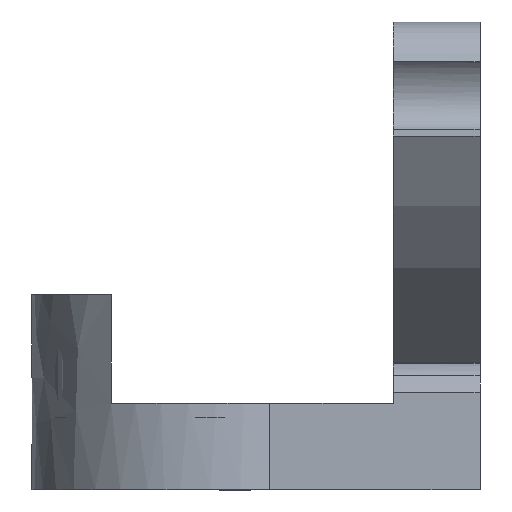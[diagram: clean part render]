
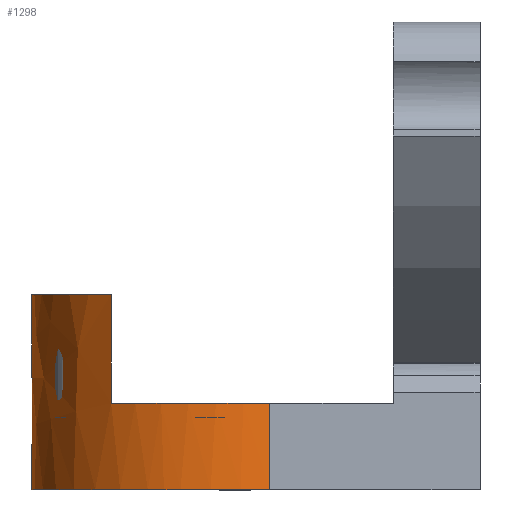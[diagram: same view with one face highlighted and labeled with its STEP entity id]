
A CAD part, left-side view. The second image highlights one B-rep face of the part: STEP entity #1298.
In plain terms, the highlighted free-form (B-spline) face has degree [1, 2] with [2, 7] control points.
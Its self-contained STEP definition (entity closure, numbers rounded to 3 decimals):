
#27=(
BOUNDED_SURFACE()
B_SPLINE_SURFACE(1,2,((#2005,#2006,#2007,#2008,#2009,#2010,#2011),(#2012,
#2013,#2014,#2015,#2016,#2017,#2018)),.UNSPECIFIED.,.F.,.F.,.F.)
B_SPLINE_SURFACE_WITH_KNOTS((2,2),(3,2,2,3),(-0.613,0.491),
(-1.923,-0.636,0.651,1.937),
 .UNSPECIFIED.)
GEOMETRIC_REPRESENTATION_ITEM()
RATIONAL_B_SPLINE_SURFACE(((1.,0.8,1.,0.8,1.,
0.8,1.),(1.,0.8,1.,0.8,1.,0.8,
1.)))
REPRESENTATION_ITEM('')
SURFACE()
);
#84=ELLIPSE('',#1366,16.3,16.3);
#85=ELLIPSE('',#1373,16.3,16.3);
#86=ELLIPSE('',#1374,16.3,16.3);
#93=ELLIPSE('',#1416,16.3,16.3);
#94=ELLIPSE('',#1418,16.3,16.3);
#119=CIRCLE('',#1417,16.3);
#180=FACE_OUTER_BOUND('',#263,.T.);
#263=EDGE_LOOP('',(#965,#966,#967,#968,#969,#970,#971,#972,#973,#974,#975,
#976));
#330=LINE('',#1883,#439);
#332=LINE('',#1889,#441);
#355=LINE('',#2001,#464);
#357=LINE('',#2004,#466);
#358=LINE('',#2024,#467);
#359=LINE('',#2025,#468);
#439=VECTOR('',#1502,10.);
#441=VECTOR('',#1506,10.);
#464=VECTOR('',#1635,10.);
#466=VECTOR('',#1637,10.);
#467=VECTOR('',#1644,10.);
#468=VECTOR('',#1645,10.);
#546=VERTEX_POINT('',#1877);
#548=VERTEX_POINT('',#1881);
#549=VERTEX_POINT('',#1885);
#551=VERTEX_POINT('',#1888);
#559=VERTEX_POINT('',#1913);
#562=VERTEX_POINT('',#1919);
#585=VERTEX_POINT('',#1997);
#586=VERTEX_POINT('',#1998);
#587=VERTEX_POINT('',#2000);
#588=VERTEX_POINT('',#2002);
#589=VERTEX_POINT('',#2020);
#590=VERTEX_POINT('',#2022);
#673=EDGE_CURVE('',#546,#548,#330,.T.);
#675=EDGE_CURVE('',#549,#551,#332,.T.);
#683=EDGE_CURVE('',#551,#548,#84,.T.);
#689=EDGE_CURVE('',#546,#559,#85,.T.);
#693=EDGE_CURVE('',#562,#549,#86,.T.);
#729=EDGE_CURVE('',#586,#587,#355,.T.);
#731=EDGE_CURVE('',#585,#588,#357,.T.);
#732=EDGE_CURVE('',#587,#588,#93,.T.);
#733=EDGE_CURVE('',#589,#586,#119,.T.);
#734=EDGE_CURVE('',#590,#589,#94,.T.);
#735=EDGE_CURVE('',#559,#590,#358,.T.);
#736=EDGE_CURVE('',#585,#562,#359,.T.);
#965=ORIENTED_EDGE('',*,*,#732,.F.);
#966=ORIENTED_EDGE('',*,*,#729,.F.);
#967=ORIENTED_EDGE('',*,*,#733,.F.);
#968=ORIENTED_EDGE('',*,*,#734,.F.);
#969=ORIENTED_EDGE('',*,*,#735,.F.);
#970=ORIENTED_EDGE('',*,*,#689,.F.);
#971=ORIENTED_EDGE('',*,*,#673,.T.);
#972=ORIENTED_EDGE('',*,*,#683,.F.);
#973=ORIENTED_EDGE('',*,*,#675,.F.);
#974=ORIENTED_EDGE('',*,*,#693,.F.);
#975=ORIENTED_EDGE('',*,*,#736,.F.);
#976=ORIENTED_EDGE('',*,*,#731,.T.);
#1298=ADVANCED_FACE('',(#180),#27,.F.);
#1366=AXIS2_PLACEMENT_3D('',#1904,#1519,#1520);
#1373=AXIS2_PLACEMENT_3D('',#1914,#1533,#1534);
#1374=AXIS2_PLACEMENT_3D('',#1921,#1538,#1539);
#1416=AXIS2_PLACEMENT_3D('',#2019,#1638,#1639);
#1417=AXIS2_PLACEMENT_3D('',#2021,#1640,#1641);
#1418=AXIS2_PLACEMENT_3D('',#2023,#1642,#1643);
#1502=DIRECTION('',(0.,0.,1.));
#1506=DIRECTION('',(0.,0.,1.));
#1519=DIRECTION('center_axis',(0.,0.,
1.));
#1520=DIRECTION('ref_axis',(0.,1.,0.));
#1533=DIRECTION('center_axis',(0.,0.,1.));
#1534=DIRECTION('ref_axis',(0.,1.,0.));
#1538=DIRECTION('center_axis',(0.,0.,1.));
#1539=DIRECTION('ref_axis',(0.,1.,0.));
#1635=DIRECTION('',(0.,0.,-1.));
#1637=DIRECTION('',(0.,0.,-1.));
#1638=DIRECTION('center_axis',(0.,0.,
-1.));
#1639=DIRECTION('ref_axis',(0.,1.,0.));
#1640=DIRECTION('center_axis',(0.003,0.,-1.));
#1641=DIRECTION('ref_axis',(1.,0.,0.003));
#1642=DIRECTION('center_axis',(0.,0.,
-1.));
#1643=DIRECTION('ref_axis',(0.,1.,0.));
#1644=DIRECTION('',(0.,0.,-1.));
#1645=DIRECTION('',(0.,0.,1.));
#1877=CARTESIAN_POINT('',(-7.842,23.558,113.532));
#1881=CARTESIAN_POINT('',(-7.842,23.558,123.532));
#1883=CARTESIAN_POINT('',(-7.842,23.558,113.532));
#1885=CARTESIAN_POINT('',(19.333,23.558,113.532));
#1888=CARTESIAN_POINT('',(19.333,23.558,123.532));
#1889=CARTESIAN_POINT('',(19.333,23.558,113.532));
#1904=CARTESIAN_POINT('Origin',(5.746,14.554,123.532));
#1913=CARTESIAN_POINT('',(-9.554,8.933,113.532));
#1914=CARTESIAN_POINT('Origin',(5.746,14.554,113.532));
#1919=CARTESIAN_POINT('',(20.962,8.711,113.532));
#1921=CARTESIAN_POINT('Origin',(5.746,14.554,113.532));
#1997=CARTESIAN_POINT('',(20.962,8.711,105.618));
#1998=CARTESIAN_POINT('',(20.962,20.398,105.618));
#2000=CARTESIAN_POINT('',(20.962,20.398,105.532));
#2001=CARTESIAN_POINT('',(20.962,20.398,113.532));
#2002=CARTESIAN_POINT('',(20.962,8.711,105.532));
#2004=CARTESIAN_POINT('',(20.962,8.711,113.532));
#2005=CARTESIAN_POINT('Ctrl Pts',(-9.554,8.933,123.532));
#2006=CARTESIAN_POINT('Ctrl Pts',(-13.769,20.405,123.532));
#2007=CARTESIAN_POINT('Ctrl Pts',(-3.938,27.666,123.532));
#2008=CARTESIAN_POINT('Ctrl Pts',(5.894,34.927,123.532));
#2009=CARTESIAN_POINT('Ctrl Pts',(15.619,27.524,123.532));
#2010=CARTESIAN_POINT('Ctrl Pts',(25.344,20.121,123.532));
#2011=CARTESIAN_POINT('Ctrl Pts',(20.962,8.711,123.532));
#2012=CARTESIAN_POINT('Ctrl Pts',(-9.554,8.933,105.532));
#2013=CARTESIAN_POINT('Ctrl Pts',(-13.769,20.405,105.532));
#2014=CARTESIAN_POINT('Ctrl Pts',(-3.938,27.666,105.532));
#2015=CARTESIAN_POINT('Ctrl Pts',(5.894,34.927,105.532));
#2016=CARTESIAN_POINT('Ctrl Pts',(15.619,27.524,105.532));
#2017=CARTESIAN_POINT('Ctrl Pts',(25.344,20.121,105.532));
#2018=CARTESIAN_POINT('Ctrl Pts',(20.962,8.711,105.532));
#2019=CARTESIAN_POINT('Origin',(5.746,14.554,105.532));
#2020=CARTESIAN_POINT('',(-9.554,20.176,105.532));
#2021=CARTESIAN_POINT('Origin',(5.746,14.554,105.575));
#2022=CARTESIAN_POINT('',(-9.554,8.933,105.532));
#2023=CARTESIAN_POINT('Origin',(5.746,14.554,105.532));
#2024=CARTESIAN_POINT('',(-9.554,8.933,113.532));
#2025=CARTESIAN_POINT('',(20.962,8.711,113.532));
